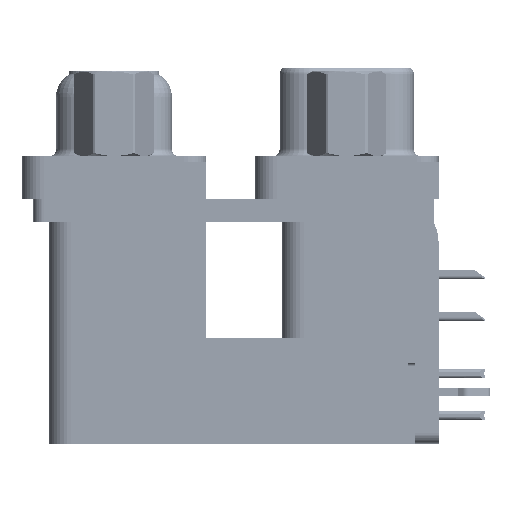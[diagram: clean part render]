
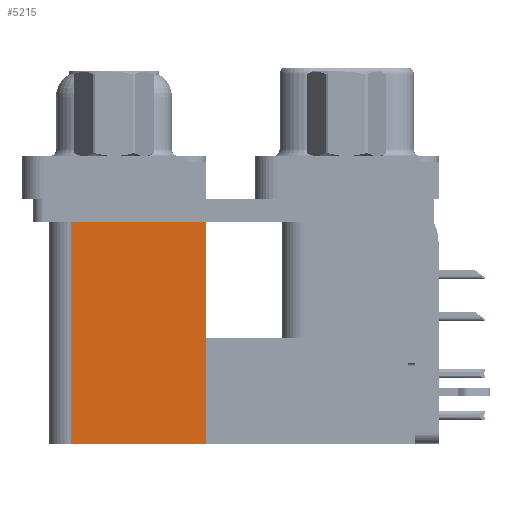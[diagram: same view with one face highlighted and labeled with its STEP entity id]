
A CAD part, left-side view. The second image highlights one B-rep face of the part: STEP entity #5215.
In plain terms, the highlighted planar face has unit normal (-1, 0, 0).
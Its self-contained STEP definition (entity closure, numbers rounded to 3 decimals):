
#2118 = EDGE_CURVE ( 'NONE', #59856, #7948, #17797, .T. ) ;
#2544 = CARTESIAN_POINT ( 'NONE',  ( 3.7, 9.6, -19.2 ) ) ;
#3154 = DIRECTION ( 'NONE',  ( 0., 1., 0. ) ) ;
#5215 = ADVANCED_FACE ( 'NONE', ( #58933 ), #7195, .F. ) ;
#7195 = PLANE ( 'NONE',  #49568 ) ;
#7948 = VERTEX_POINT ( 'NONE', #47324 ) ;
#10699 = CARTESIAN_POINT ( 'NONE',  ( 3.7, 9.6, -19.2 ) ) ;
#10945 = ORIENTED_EDGE ( 'NONE', *, *, #42147, .T. ) ;
#11880 = CARTESIAN_POINT ( 'NONE',  ( 3.7, 9.6, -2.5 ) ) ;
#12498 = CARTESIAN_POINT ( 'NONE',  ( 3.7, 9.6, -19.2 ) ) ;
#14009 = ORIENTED_EDGE ( 'NONE', *, *, #2118, .F. ) ;
#16237 = DIRECTION ( 'NONE',  ( 1., 0., 0. ) ) ;
#16547 = LINE ( 'NONE', #11880, #61090 ) ;
#17150 = EDGE_LOOP ( 'NONE', ( #10945, #37588, #14009, #18993 ) ) ;
#17797 = LINE ( 'NONE', #2544, #32296 ) ;
#18993 = ORIENTED_EDGE ( 'NONE', *, *, #28568, .T. ) ;
#23127 = CARTESIAN_POINT ( 'NONE',  ( 3.7, 9.6, -19.2 ) ) ;
#28568 = EDGE_CURVE ( 'NONE', #59856, #29903, #32195, .T. ) ;
#29903 = VERTEX_POINT ( 'NONE', #37716 ) ;
#30871 = DIRECTION ( 'NONE',  ( 0., 0., -1. ) ) ;
#30905 = LINE ( 'NONE', #35903, #57301 ) ;
#32195 = LINE ( 'NONE', #23127, #54941 ) ;
#32296 = VECTOR ( 'NONE', #3154, 1000. ) ;
#32307 = CARTESIAN_POINT ( 'NONE',  ( 3.7, 18.8, -2.5 ) ) ;
#35551 = DIRECTION ( 'NONE',  ( 0., 1., 0. ) ) ;
#35903 = CARTESIAN_POINT ( 'NONE',  ( 3.7, 18.8, -19.2 ) ) ;
#37588 = ORIENTED_EDGE ( 'NONE', *, *, #59602, .F. ) ;
#37716 = CARTESIAN_POINT ( 'NONE',  ( 3.7, 9.6, -2.5 ) ) ;
#42147 = EDGE_CURVE ( 'NONE', #29903, #51540, #16547, .T. ) ;
#47324 = CARTESIAN_POINT ( 'NONE',  ( 3.7, 18.8, -19.2 ) ) ;
#49568 = AXIS2_PLACEMENT_3D ( 'NONE', #12498, #16237, #30871 ) ;
#51540 = VERTEX_POINT ( 'NONE', #32307 ) ;
#54908 = DIRECTION ( 'NONE',  ( 0., 0., 1. ) ) ;
#54941 = VECTOR ( 'NONE', #56200, 1000. ) ;
#56200 = DIRECTION ( 'NONE',  ( 0., 0., 1. ) ) ;
#57301 = VECTOR ( 'NONE', #54908, 1000. ) ;
#58933 = FACE_OUTER_BOUND ( 'NONE', #17150, .T. ) ;
#59602 = EDGE_CURVE ( 'NONE', #7948, #51540, #30905, .T. ) ;
#59856 = VERTEX_POINT ( 'NONE', #10699 ) ;
#61090 = VECTOR ( 'NONE', #35551, 1000. ) ;
